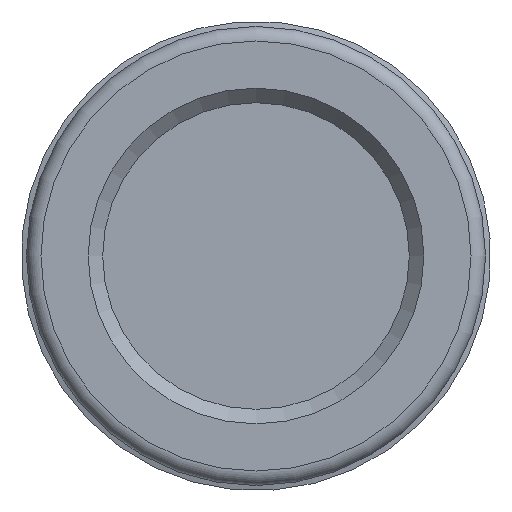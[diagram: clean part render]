
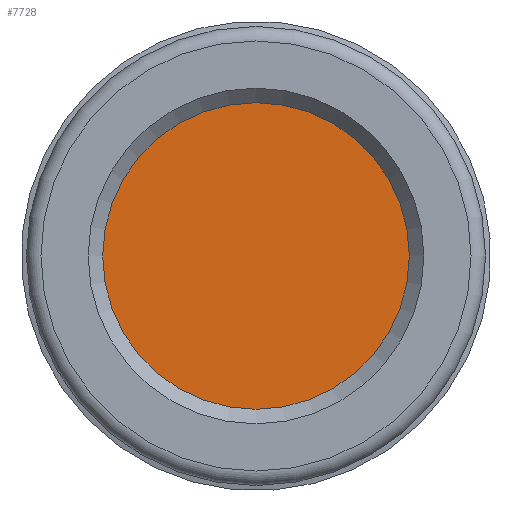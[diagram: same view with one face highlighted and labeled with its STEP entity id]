
A CAD part, left-side view. The second image highlights one B-rep face of the part: STEP entity #7728.
In plain terms, the highlighted planar face has unit normal (-1, 0, 0).
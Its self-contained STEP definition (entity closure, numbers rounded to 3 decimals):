
#1641=PLANE('',#8191);
#1911=FACE_OUTER_BOUND('',#2369,.T.);
#2369=EDGE_LOOP('',(#4953));
#2907=CIRCLE('',#8192,5.275);
#3045=VERTEX_POINT('',#9759);
#3815=EDGE_CURVE('',#3045,#3045,#2907,.T.);
#4953=ORIENTED_EDGE('',*,*,#3815,.F.);
#7728=ADVANCED_FACE('',(#1911),#1641,.T.);
#8191=AXIS2_PLACEMENT_3D('',#9758,#8582,#8583);
#8192=AXIS2_PLACEMENT_3D('',#9760,#8584,#8585);
#8582=DIRECTION('center_axis',(-1.,0.,0.));
#8583=DIRECTION('ref_axis',(0.,0.,1.));
#8584=DIRECTION('center_axis',(1.,0.,0.));
#8585=DIRECTION('ref_axis',(0.,1.,0.));
#9758=CARTESIAN_POINT('Origin',(10.,5.65,0.));
#9759=CARTESIAN_POINT('',(10.,-5.275,0.));
#9760=CARTESIAN_POINT('Origin',(10.,0.,0.));
